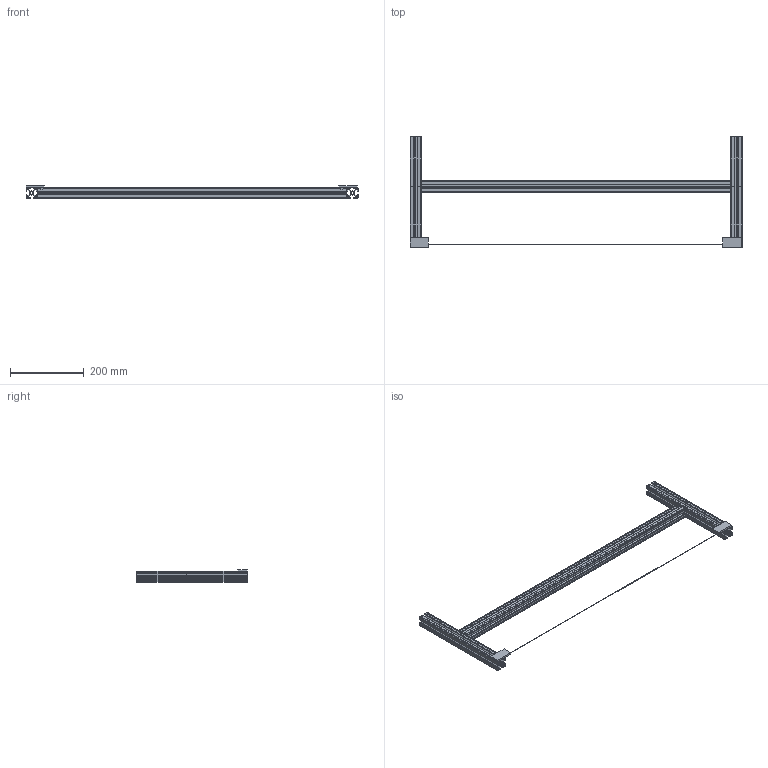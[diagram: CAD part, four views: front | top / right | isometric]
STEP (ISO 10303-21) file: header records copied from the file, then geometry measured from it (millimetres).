
FILE_DESCRIPTION (( 'STEP AP214' ), '1' );
FILE_NAME ('Rahmen_2D-Styroporschneider.STEP', '2020-02-07T10:08:48', ( '' ), ( '' ), 'SwSTEP 2.0', 'SolidWorks 2019', '' );
FILE_SCHEMA (( 'AUTOMOTIVE_DESIGN' ));
Length unit declared in the file: millimetre
Products named in the file (1): Rahmen_2D-Styroporschneider
Bounding box: 900 x 300 x 35 mm (x, y, z)
Volume: 463999.7 mm3; surface area: 488236.8 mm2
Topology: 10 solids, 10 shells, 863 faces, 2529 edges, 1686 vertices
Faces by surface type: plane 516, cylinder 347
Entity records: 29064 total; most frequent: CARTESIAN_POINT 5079, ORIENTED_EDGE 5058, DIRECTION 4951, EDGE_CURVE 2529, LINE 1835, VECTOR 1835, VERTEX_POINT 1686, AXIS2_PLACEMENT_3D 1558
